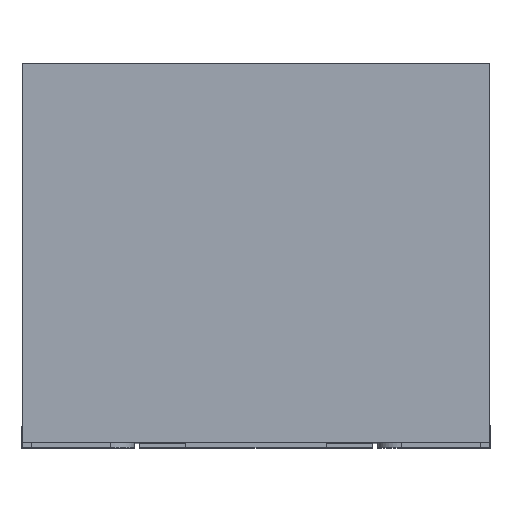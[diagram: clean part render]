
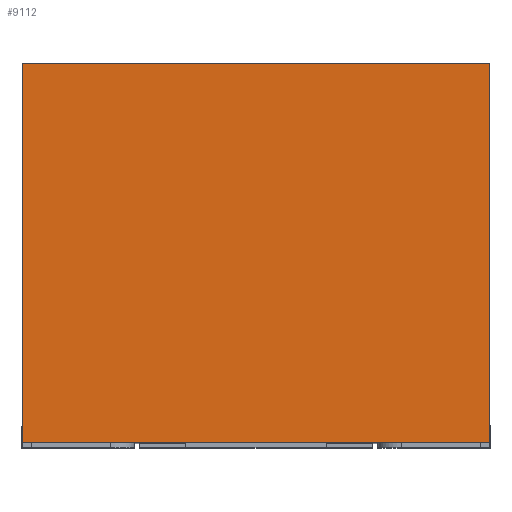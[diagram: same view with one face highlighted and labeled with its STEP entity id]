
A CAD part, top view. The second image highlights one B-rep face of the part: STEP entity #9112.
In plain terms, the highlighted planar face has unit normal (0, 0, 1).
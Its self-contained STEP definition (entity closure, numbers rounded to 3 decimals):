
#148 = EDGE_CURVE ( 'NONE', #8533, #4180, #7515, .T. ) ;
#276 = LINE ( 'NONE', #8702, #2798 ) ;
#373 = PLANE ( 'NONE',  #3423 ) ;
#948 = CARTESIAN_POINT ( 'NONE',  ( -2.5, 4.1, 2.75 ) ) ;
#1384 = ORIENTED_EDGE ( 'NONE', *, *, #148, .T. ) ;
#2477 = LINE ( 'NONE', #6642, #6925 ) ;
#2798 = VECTOR ( 'NONE', #5898, 1000. ) ;
#2839 = VECTOR ( 'NONE', #5768, 1000. ) ;
#2879 = ORIENTED_EDGE ( 'NONE', *, *, #5072, .F. ) ;
#2992 = CARTESIAN_POINT ( 'NONE',  ( -2.5, 15.633, 2.75 ) ) ;
#3274 = EDGE_CURVE ( 'NONE', #4180, #8414, #5195, .T. ) ;
#3423 = AXIS2_PLACEMENT_3D ( 'NONE', #5438, #6787, #3923 ) ;
#3541 = VERTEX_POINT ( 'NONE', #4617 ) ;
#3923 = DIRECTION ( 'NONE',  ( -1., 0., 0. ) ) ;
#4180 = VERTEX_POINT ( 'NONE', #5882 ) ;
#4617 = CARTESIAN_POINT ( 'NONE',  ( 2.5, 4.1, 2.75 ) ) ;
#5072 = EDGE_CURVE ( 'NONE', #3541, #8414, #276, .T. ) ;
#5083 = CARTESIAN_POINT ( 'NONE',  ( 2.5, 0.05, 2.75 ) ) ;
#5195 = LINE ( 'NONE', #5083, #2839 ) ;
#5438 = CARTESIAN_POINT ( 'NONE',  ( 2.5, 15.633, 2.75 ) ) ;
#5579 = ORIENTED_EDGE ( 'NONE', *, *, #8479, .F. ) ;
#5768 = DIRECTION ( 'NONE',  ( 1., 0., 0. ) ) ;
#5882 = CARTESIAN_POINT ( 'NONE',  ( -2.5, 0.05, 2.75 ) ) ;
#5898 = DIRECTION ( 'NONE',  ( 0., -1., 0. ) ) ;
#5978 = DIRECTION ( 'NONE',  ( 1., 0., 0. ) ) ;
#6432 = ORIENTED_EDGE ( 'NONE', *, *, #3274, .T. ) ;
#6544 = VECTOR ( 'NONE', #8286, 1000. ) ;
#6642 = CARTESIAN_POINT ( 'NONE',  ( 2.5, 4.1, 2.75 ) ) ;
#6787 = DIRECTION ( 'NONE',  ( 0., 0., -1. ) ) ;
#6925 = VECTOR ( 'NONE', #5978, 1000. ) ;
#7515 = LINE ( 'NONE', #2992, #6544 ) ;
#7688 = FACE_OUTER_BOUND ( 'NONE', #8556, .T. ) ;
#7966 = CARTESIAN_POINT ( 'NONE',  ( 2.5, 0.05, 2.75 ) ) ;
#8286 = DIRECTION ( 'NONE',  ( 0., -1., 0. ) ) ;
#8414 = VERTEX_POINT ( 'NONE', #7966 ) ;
#8479 = EDGE_CURVE ( 'NONE', #8533, #3541, #2477, .T. ) ;
#8533 = VERTEX_POINT ( 'NONE', #948 ) ;
#8556 = EDGE_LOOP ( 'NONE', ( #5579, #1384, #6432, #2879 ) ) ;
#8702 = CARTESIAN_POINT ( 'NONE',  ( 2.5, 15.633, 2.75 ) ) ;
#9112 = ADVANCED_FACE ( 'NONE', ( #7688 ), #373, .F. ) ;
